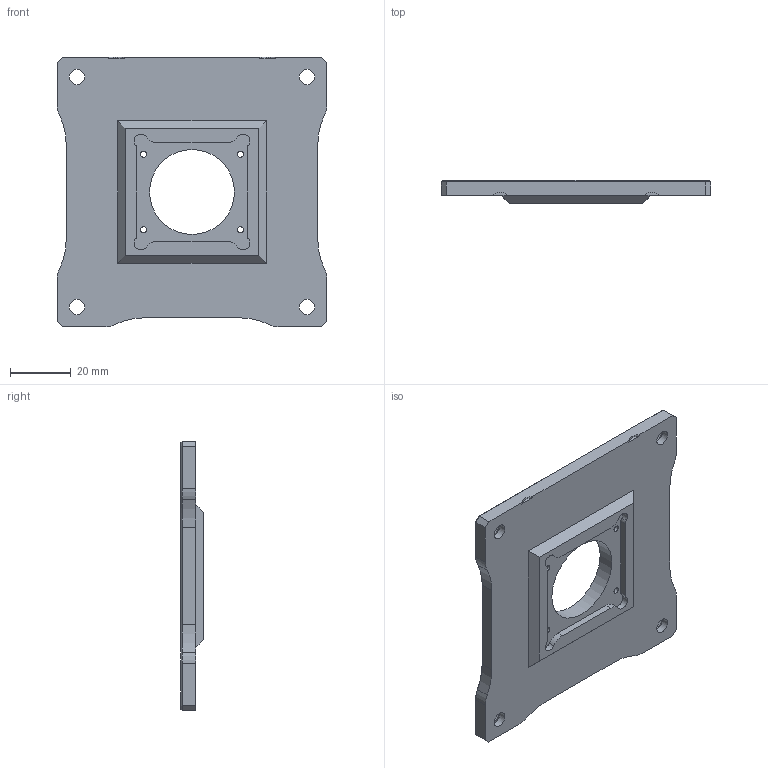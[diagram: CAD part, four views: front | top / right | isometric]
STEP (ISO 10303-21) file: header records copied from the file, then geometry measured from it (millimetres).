
FILE_DESCRIPTION(/* description */ (''),/* implementation_level */ '2;1');
FILE_NAME(/* name */ 'Front Plate IMX585 C-Mount STEP.step',/* time_stamp */ '2026-01-08T13:24:22+02:00',/* author */ (''),/* organization */ (''),/* preprocessor_version */ 'ST-DEVELOPER v20.1',/* originating_system */ 'Autodesk Translation Framework v14.17.0.0',/* authorisation */ '');
FILE_SCHEMA (('AUTOMOTIVE_DESIGN { 1 0 10303 214 3 1 1 }'));
Length unit declared in the file: millimetre
Products named in the file (3): Front Plate; Component2; Component3
Assembly tree (2 placements, depth 3):
  Front Plate
    Component2
      Component3
Bounding box: 89.19 x 7.61 x 89.19 mm (x, y, z)
Volume: 36187.3 mm3; surface area: 17030.6 mm2
Topology: 1 solids, 1 shells, 273 faces, 735 edges, 476 vertices
Faces by surface type: cylinder 115, plane 114, bspline 32, cone 12
Full cylindrical faces by diameter (mm): 2 x4, 2.529 x20, 3.086 x8, 5 x4, 8 x4, 28.06 x1
Entity records: 15278 total; most frequent: CARTESIAN_POINT 8761, ORIENTED_EDGE 1470, DIRECTION 1077, EDGE_CURVE 735, VERTEX_POINT 476, LINE 429, VECTOR 429, AXIS2_PLACEMENT_3D 324
